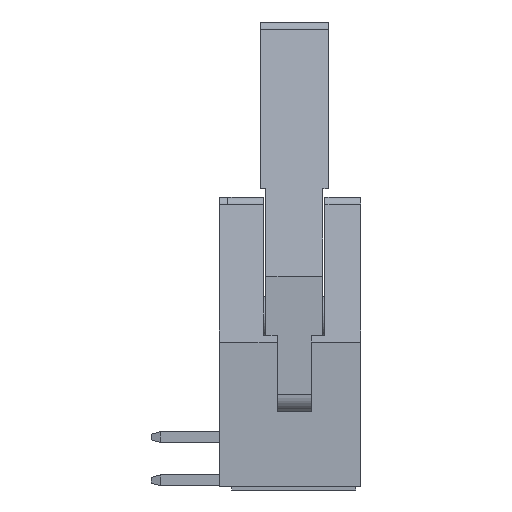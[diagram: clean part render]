
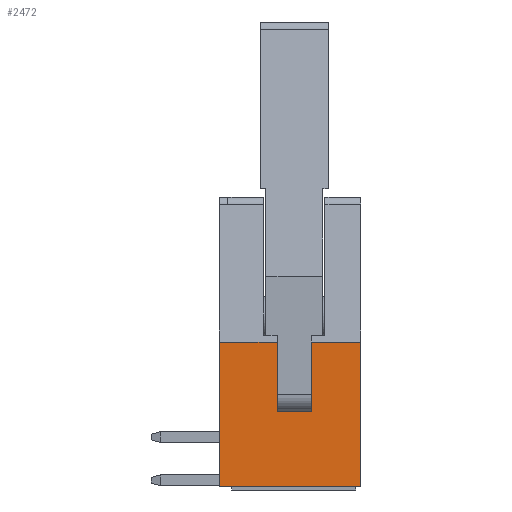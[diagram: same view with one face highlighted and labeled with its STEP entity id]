
A CAD part, left-side view. The second image highlights one B-rep face of the part: STEP entity #2472.
In plain terms, the highlighted planar face has unit normal (-1, 0, 0).
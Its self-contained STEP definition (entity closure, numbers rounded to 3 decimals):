
#34 = CARTESIAN_POINT ( 'NONE',  ( -42.62, -4.15, 8.493 ) ) ;
#456 = CARTESIAN_POINT ( 'NONE',  ( -42.62, -4.15, 8.493 ) ) ;
#738 = DIRECTION ( 'NONE',  ( 0., 1., 0. ) ) ;
#1370 = LINE ( 'NONE', #12760, #10857 ) ;
#1997 = VERTEX_POINT ( 'NONE', #37204 ) ;
#2174 = CARTESIAN_POINT ( 'NONE',  ( -42.62, -4.15, 17. ) ) ;
#2472 = ADVANCED_FACE ( 'NONE', ( #37579 ), #15060, .F. ) ;
#3755 = VECTOR ( 'NONE', #20351, 1000. ) ;
#4379 = DIRECTION ( 'NONE',  ( 1., 0., 0. ) ) ;
#4801 = VERTEX_POINT ( 'NONE', #35016 ) ;
#5797 = EDGE_CURVE ( 'NONE', #47066, #43826, #18883, .T. ) ;
#5942 = CARTESIAN_POINT ( 'NONE',  ( -42.62, 4.15, 8.493 ) ) ;
#8915 = DIRECTION ( 'NONE',  ( 0., -1., 0. ) ) ;
#9928 = EDGE_CURVE ( 'NONE', #43826, #41505, #19722, .T. ) ;
#10054 = DIRECTION ( 'NONE',  ( 0., 0., -1. ) ) ;
#10300 = VECTOR ( 'NONE', #27871, 1000. ) ;
#10857 = VECTOR ( 'NONE', #34803, 1000. ) ;
#11774 = VECTOR ( 'NONE', #22521, 1000. ) ;
#12760 = CARTESIAN_POINT ( 'NONE',  ( -42.62, -4.15, 0. ) ) ;
#12793 = ORIENTED_EDGE ( 'NONE', *, *, #43838, .F. ) ;
#13679 = EDGE_CURVE ( 'NONE', #30452, #34533, #34878, .T. ) ;
#14761 = ORIENTED_EDGE ( 'NONE', *, *, #9928, .T. ) ;
#14823 = DIRECTION ( 'NONE',  ( 0., 1., 0. ) ) ;
#15060 = PLANE ( 'NONE',  #36441 ) ;
#15070 = LINE ( 'NONE', #34, #29123 ) ;
#17336 = ORIENTED_EDGE ( 'NONE', *, *, #22457, .F. ) ;
#17802 = LINE ( 'NONE', #36232, #35697 ) ;
#18883 = LINE ( 'NONE', #456, #11774 ) ;
#19711 = EDGE_CURVE ( 'NONE', #1997, #28200, #39238, .T. ) ;
#19722 = LINE ( 'NONE', #30866, #32761 ) ;
#20351 = DIRECTION ( 'NONE',  ( 0., 0., -1. ) ) ;
#21302 = CARTESIAN_POINT ( 'NONE',  ( -42.62, 0.75, 8.493 ) ) ;
#22457 = EDGE_CURVE ( 'NONE', #4801, #28200, #23945, .T. ) ;
#22521 = DIRECTION ( 'NONE',  ( 0., 1., 0. ) ) ;
#23945 = LINE ( 'NONE', #42354, #28949 ) ;
#25850 = EDGE_CURVE ( 'NONE', #41505, #34533, #1370, .T. ) ;
#26109 = CARTESIAN_POINT ( 'NONE',  ( -42.62, 4.15, 0. ) ) ;
#27179 = CARTESIAN_POINT ( 'NONE',  ( -42.62, -4.15, 0. ) ) ;
#27871 = DIRECTION ( 'NONE',  ( 0., 0., -1. ) ) ;
#28200 = VERTEX_POINT ( 'NONE', #44016 ) ;
#28949 = VECTOR ( 'NONE', #8915, 1000. ) ;
#29123 = VECTOR ( 'NONE', #14823, 1000. ) ;
#30452 = VERTEX_POINT ( 'NONE', #34816 ) ;
#30866 = CARTESIAN_POINT ( 'NONE',  ( -42.62, 4.15, 17. ) ) ;
#32761 = VECTOR ( 'NONE', #38133, 1000. ) ;
#34174 = CARTESIAN_POINT ( 'NONE',  ( -42.62, -4.15, 17. ) ) ;
#34533 = VERTEX_POINT ( 'NONE', #27179 ) ;
#34803 = DIRECTION ( 'NONE',  ( 0., -1., 0. ) ) ;
#34816 = CARTESIAN_POINT ( 'NONE',  ( -42.62, -4.15, 8.493 ) ) ;
#34878 = LINE ( 'NONE', #2174, #10300 ) ;
#34898 = EDGE_LOOP ( 'NONE', ( #47250, #36711, #17336, #12793, #46844, #14761, #36721, #38070 ) ) ;
#35016 = CARTESIAN_POINT ( 'NONE',  ( -42.62, 0.75, 4.4 ) ) ;
#35128 = CARTESIAN_POINT ( 'NONE',  ( -42.62, -1.25, 8.9 ) ) ;
#35697 = VECTOR ( 'NONE', #10054, 1000. ) ;
#36232 = CARTESIAN_POINT ( 'NONE',  ( -42.62, 0.75, 8.9 ) ) ;
#36267 = EDGE_CURVE ( 'NONE', #30452, #1997, #15070, .T. ) ;
#36441 = AXIS2_PLACEMENT_3D ( 'NONE', #34174, #4379, #738 ) ;
#36711 = ORIENTED_EDGE ( 'NONE', *, *, #19711, .T. ) ;
#36721 = ORIENTED_EDGE ( 'NONE', *, *, #25850, .T. ) ;
#37204 = CARTESIAN_POINT ( 'NONE',  ( -42.62, -1.25, 8.493 ) ) ;
#37579 = FACE_OUTER_BOUND ( 'NONE', #34898, .T. ) ;
#38070 = ORIENTED_EDGE ( 'NONE', *, *, #13679, .F. ) ;
#38133 = DIRECTION ( 'NONE',  ( 0., 0., -1. ) ) ;
#39238 = LINE ( 'NONE', #35128, #3755 ) ;
#41505 = VERTEX_POINT ( 'NONE', #26109 ) ;
#42354 = CARTESIAN_POINT ( 'NONE',  ( -42.62, 1.55, 4.4 ) ) ;
#43826 = VERTEX_POINT ( 'NONE', #5942 ) ;
#43838 = EDGE_CURVE ( 'NONE', #47066, #4801, #17802, .T. ) ;
#44016 = CARTESIAN_POINT ( 'NONE',  ( -42.62, -1.25, 4.4 ) ) ;
#46844 = ORIENTED_EDGE ( 'NONE', *, *, #5797, .T. ) ;
#47066 = VERTEX_POINT ( 'NONE', #21302 ) ;
#47250 = ORIENTED_EDGE ( 'NONE', *, *, #36267, .T. ) ;
